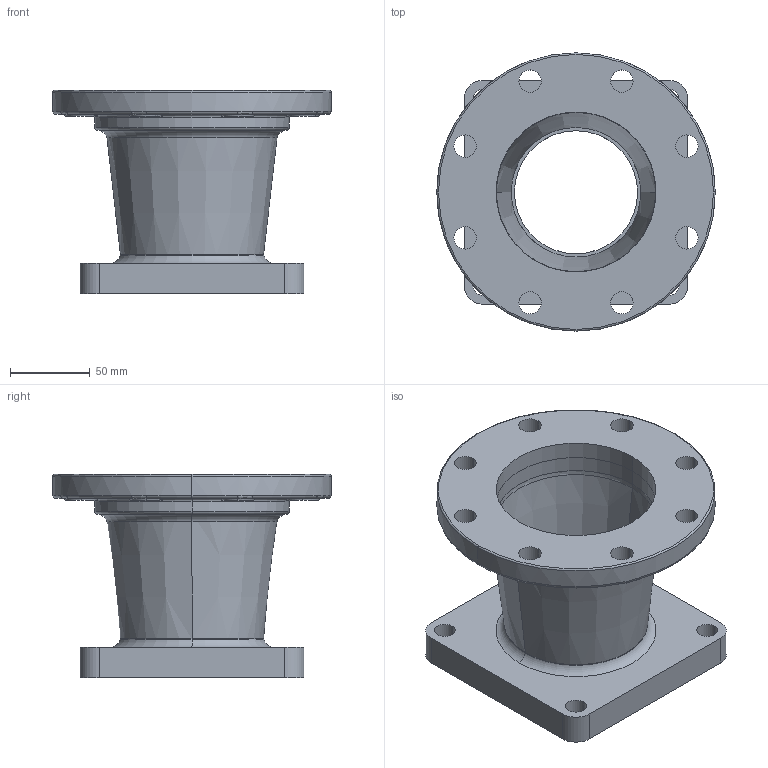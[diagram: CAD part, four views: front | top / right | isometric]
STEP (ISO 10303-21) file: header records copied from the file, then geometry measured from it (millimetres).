
FILE_DESCRIPTION (( 'STEP AP214' ), '1' );
FILE_NAME ('ROVEKGN.STEP', '2012-07-24T12:59:40', ( 'Admin2' ), ( '' ), 'SwSTEP 2.0', 'SolidWorks 2010', '' );
FILE_SCHEMA (( 'AUTOMOTIVE_DESIGN' ));
Length unit declared in the file: millimetre
Products named in the file (1): ROVEKGN
Bounding box: 174 x 174 x 127 mm (x, y, z)
Surface area: 154571.8 mm2 (no closed solid volume)
Topology: 0 solids, 7 shells, 269 faces, 828 edges, 549 vertices
Faces by surface type: plane 104, cylinder 60, torus 53, bspline 46, cone 6
Entity records: 15234 total; most frequent: CARTESIAN_POINT 5033, DIRECTION 1452, ORIENTED_EDGE 1448, EDGE_CURVE 828, VERTEX_POINT 549, AXIS2_PLACEMENT_3D 512, VECTOR 428, LINE 428
